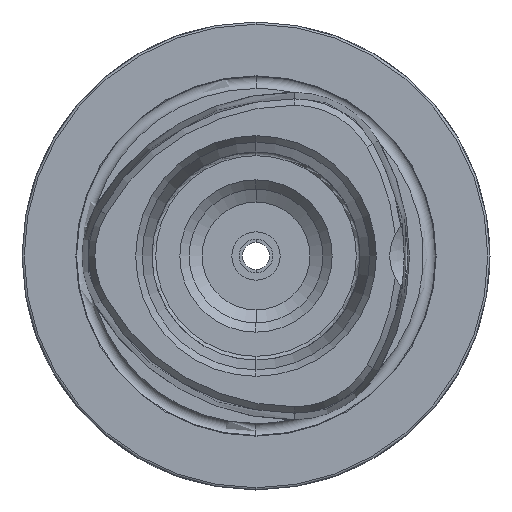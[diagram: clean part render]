
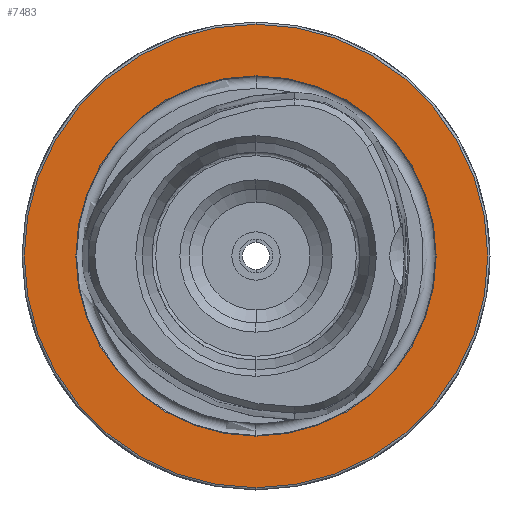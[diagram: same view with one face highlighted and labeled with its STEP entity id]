
A CAD part, left-side view. The second image highlights one B-rep face of the part: STEP entity #7483.
In plain terms, the highlighted planar face has unit normal (-1, 0, 0).
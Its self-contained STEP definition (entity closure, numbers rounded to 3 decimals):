
#14 = DIRECTION ( 'NONE',  ( 0., 0., 1. ) ) ;
#240 = CIRCLE ( 'NONE', #2284, 24.25 ) ;
#327 = EDGE_LOOP ( 'NONE', ( #4657, #7688 ) ) ;
#540 = DIRECTION ( 'NONE',  ( -1., 0., 0. ) ) ;
#598 = VERTEX_POINT ( 'NONE', #5733 ) ;
#679 = PLANE ( 'NONE',  #6901 ) ;
#1240 = AXIS2_PLACEMENT_3D ( 'NONE', #5505, #7970, #4892 ) ;
#1324 = CARTESIAN_POINT ( 'NONE',  ( 0., 24.25, 0. ) ) ;
#1446 = FACE_BOUND ( 'NONE', #6499, .T. ) ;
#1501 = CIRCLE ( 'NONE', #5500, 31.2 ) ;
#1732 = EDGE_CURVE ( 'NONE', #6835, #598, #1501, .T. ) ;
#1924 = VERTEX_POINT ( 'NONE', #2702 ) ;
#2284 = AXIS2_PLACEMENT_3D ( 'NONE', #3073, #5559, #14 ) ;
#2593 = CARTESIAN_POINT ( 'NONE',  ( 0., 0., -31.2 ) ) ;
#2632 = ORIENTED_EDGE ( 'NONE', *, *, #7564, .F. ) ;
#2702 = CARTESIAN_POINT ( 'NONE',  ( 0., 0., -24.25 ) ) ;
#2884 = CIRCLE ( 'NONE', #7420, 24.25 ) ;
#2959 = CARTESIAN_POINT ( 'NONE',  ( 0., 0., 0. ) ) ;
#3073 = CARTESIAN_POINT ( 'NONE',  ( 0., 0., 0. ) ) ;
#3127 = DIRECTION ( 'NONE',  ( 0., 0., -1. ) ) ;
#3337 = DIRECTION ( 'NONE',  ( 0., 0., 1. ) ) ;
#3821 = DIRECTION ( 'NONE',  ( 1., 0., 0. ) ) ;
#3922 = ORIENTED_EDGE ( 'NONE', *, *, #5008, .F. ) ;
#4302 = CIRCLE ( 'NONE', #1240, 31.2 ) ;
#4657 = ORIENTED_EDGE ( 'NONE', *, *, #7120, .T. ) ;
#4662 = DIRECTION ( 'NONE',  ( 0., 0., 1. ) ) ;
#4892 = DIRECTION ( 'NONE',  ( 0., 0., 1. ) ) ;
#5008 = EDGE_CURVE ( 'NONE', #6899, #1924, #240, .T. ) ;
#5243 = DIRECTION ( 'NONE',  ( -1., 0., 0. ) ) ;
#5500 = AXIS2_PLACEMENT_3D ( 'NONE', #2959, #540, #4662 ) ;
#5505 = CARTESIAN_POINT ( 'NONE',  ( 0., 0., 0. ) ) ;
#5559 = DIRECTION ( 'NONE',  ( -1., 0., 0. ) ) ;
#5615 = FACE_OUTER_BOUND ( 'NONE', #327, .T. ) ;
#5733 = CARTESIAN_POINT ( 'NONE',  ( 0., 0., 31.2 ) ) ;
#5914 = CARTESIAN_POINT ( 'NONE',  ( 0., 0., 24.25 ) ) ;
#6499 = EDGE_LOOP ( 'NONE', ( #3922, #2632 ) ) ;
#6835 = VERTEX_POINT ( 'NONE', #2593 ) ;
#6899 = VERTEX_POINT ( 'NONE', #5914 ) ;
#6901 = AXIS2_PLACEMENT_3D ( 'NONE', #1324, #3821, #3127 ) ;
#7120 = EDGE_CURVE ( 'NONE', #598, #6835, #4302, .T. ) ;
#7420 = AXIS2_PLACEMENT_3D ( 'NONE', #7701, #5243, #3337 ) ;
#7483 = ADVANCED_FACE ( 'NONE', ( #1446, #5615 ), #679, .F. ) ;
#7564 = EDGE_CURVE ( 'NONE', #1924, #6899, #2884, .T. ) ;
#7688 = ORIENTED_EDGE ( 'NONE', *, *, #1732, .T. ) ;
#7701 = CARTESIAN_POINT ( 'NONE',  ( 0., 0., 0. ) ) ;
#7970 = DIRECTION ( 'NONE',  ( -1., 0., 0. ) ) ;
